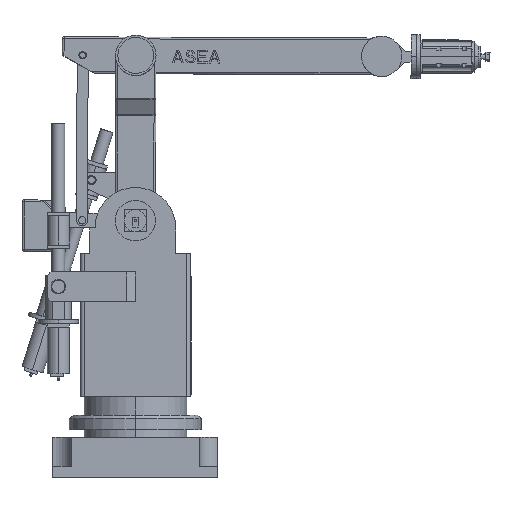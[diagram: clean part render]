
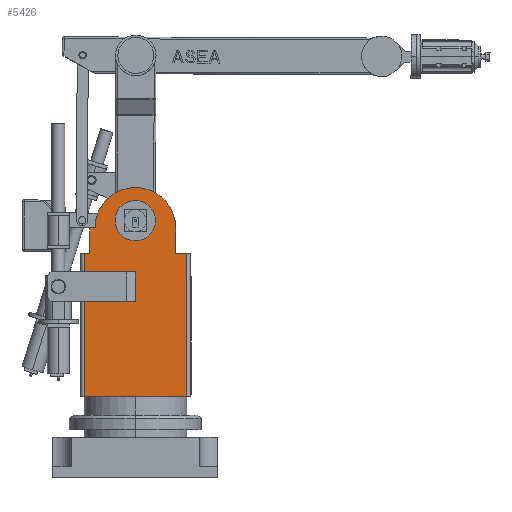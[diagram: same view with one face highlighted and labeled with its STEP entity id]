
A CAD part, front view. The second image highlights one B-rep face of the part: STEP entity #5426.
In plain terms, the highlighted face is planar.
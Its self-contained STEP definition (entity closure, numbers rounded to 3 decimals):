
#1192=DIRECTION('',(0.,1.,0.));
#1193=VECTOR('',#1192,280.);
#1194=CARTESIAN_POINT('',(150.,-140.,220.));
#1195=LINE('',#1194,#1193);
#1807=CARTESIAN_POINT('',(150.,0.,680.));
#1808=DIRECTION('',(1.,0.,0.));
#1809=DIRECTION('',(0.,1.,0.));
#1810=AXIS2_PLACEMENT_3D('',#1807,#1808,#1809);
#2260=DIRECTION('',(0.,0.,1.));
#2261=VECTOR('',#2260,390.);
#2262=CARTESIAN_POINT('',(150.,140.,220.));
#2263=LINE('',#2262,#2261);
#2267=CARTESIAN_POINT('',(150.,0.,700.));
#2268=DIRECTION('',(-1.,0.,0.));
#2269=DIRECTION('',(0.,-1.,0.));
#2270=AXIS2_PLACEMENT_3D('',#2267,#2268,#2269);
#2275=CARTESIAN_POINT('',(150.,0.,700.));
#2276=DIRECTION('',(-1.,0.,0.));
#2277=DIRECTION('',(0.,1.,0.));
#2278=AXIS2_PLACEMENT_3D('',#2275,#2276,#2277);
#2283=DIRECTION('',(0.,1.,0.));
#2284=VECTOR('',#2283,15.);
#2285=CARTESIAN_POINT('',(150.,-140.,610.));
#2286=LINE('',#2285,#2284);
#2290=DIRECTION('',(0.,0.,-1.));
#2291=VECTOR('',#2290,70.);
#2292=CARTESIAN_POINT('',(150.,110.,680.));
#2293=LINE('',#2292,#2291);
#2297=DIRECTION('',(0.,-1.,0.));
#2298=VECTOR('',#2297,30.);
#2299=CARTESIAN_POINT('',(150.,140.,610.));
#2300=LINE('',#2299,#2298);
#2304=DIRECTION('',(0.,1.,0.));
#2305=VECTOR('',#2304,140.);
#2306=CARTESIAN_POINT('',(150.,-140.,480.));
#2307=LINE('',#2306,#2305);
#2311=DIRECTION('',(0.,0.,1.));
#2312=VECTOR('',#2311,80.);
#2313=CARTESIAN_POINT('',(150.,0.,480.));
#2314=LINE('',#2313,#2312);
#2318=DIRECTION('',(0.,1.,0.));
#2319=VECTOR('',#2318,140.);
#2320=CARTESIAN_POINT('',(150.,-140.,560.));
#2321=LINE('',#2320,#2319);
#2325=DIRECTION('',(0.,0.,-1.));
#2326=VECTOR('',#2325,50.);
#2327=CARTESIAN_POINT('',(150.,-140.,610.));
#2328=LINE('',#2327,#2326);
#2701=DIRECTION('',(0.,0.,1.));
#2702=VECTOR('',#2701,70.);
#2703=CARTESIAN_POINT('',(150.,-125.,610.));
#2704=LINE('',#2703,#2702);
#2715=DIRECTION('',(0.,-1.,0.));
#2716=VECTOR('',#2715,15.);
#2717=CARTESIAN_POINT('',(150.,-110.,680.));
#2718=LINE('',#2717,#2716);
#2736=DIRECTION('',(0.,0.,-1.));
#2737=VECTOR('',#2736,260.);
#2738=CARTESIAN_POINT('',(150.,-140.,480.));
#2739=LINE('',#2738,#2737);
#3709=CARTESIAN_POINT('',(150.,110.,680.));
#3710=CARTESIAN_POINT('',(150.,110.,610.));
#3711=VERTEX_POINT('',#3709);
#3712=VERTEX_POINT('',#3710);
#3733=CARTESIAN_POINT('',(150.,-55.,700.));
#3734=VERTEX_POINT('',#3733);
#3735=CARTESIAN_POINT('',(150.,55.,700.));
#3736=VERTEX_POINT('',#3735);
#3761=CARTESIAN_POINT('',(150.,140.,610.));
#3763=VERTEX_POINT('',#3761);
#3774=CARTESIAN_POINT('',(150.,-140.,610.));
#3776=VERTEX_POINT('',#3774);
#3777=CARTESIAN_POINT('',(150.,-140.,560.));
#3778=CARTESIAN_POINT('',(150.,0.,560.));
#3779=VERTEX_POINT('',#3777);
#3780=VERTEX_POINT('',#3778);
#3781=CARTESIAN_POINT('',(150.,-140.,480.));
#3782=CARTESIAN_POINT('',(150.,0.,480.));
#3783=VERTEX_POINT('',#3781);
#3784=VERTEX_POINT('',#3782);
#3925=CARTESIAN_POINT('',(150.,-140.,220.));
#3927=VERTEX_POINT('',#3925);
#3930=CARTESIAN_POINT('',(150.,140.,220.));
#3932=VERTEX_POINT('',#3930);
#3945=CARTESIAN_POINT('',(150.,-110.,680.));
#3946=VERTEX_POINT('',#3945);
#3949=CARTESIAN_POINT('',(150.,-125.,610.));
#3950=VERTEX_POINT('',#3949);
#3957=CARTESIAN_POINT('',(150.,-125.,680.));
#3958=VERTEX_POINT('',#3957);
#5393=CARTESIAN_POINT('',(150.,-150.,310.));
#5394=DIRECTION('',(1.,0.,0.));
#5395=DIRECTION('',(0.,1.,0.));
#5396=AXIS2_PLACEMENT_3D('',#5393,#5394,#5395);
#5397=PLANE('',#5396);
#5398=ORIENTED_EDGE('',*,*,#5345,.T.);
#5400=ORIENTED_EDGE('',*,*,#5399,.T.);
#5402=ORIENTED_EDGE('',*,*,#5401,.F.);
#5403=ORIENTED_EDGE('',*,*,#5018,.F.);
#5404=ORIENTED_EDGE('',*,*,#5035,.T.);
#5405=ORIENTED_EDGE('',*,*,#5322,.F.);
#5406=ORIENTED_EDGE('',*,*,#5387,.F.);
#5407=ORIENTED_EDGE('',*,*,#4212,.F.);
#5409=ORIENTED_EDGE('',*,*,#5408,.F.);
#5411=ORIENTED_EDGE('',*,*,#5410,.T.);
#5413=ORIENTED_EDGE('',*,*,#5412,.T.);
#5415=ORIENTED_EDGE('',*,*,#5414,.F.);
#5417=ORIENTED_EDGE('',*,*,#5416,.F.);
#5418=EDGE_LOOP('',(#5398,#5400,#5402,#5403,#5404,#5405,#5406,#5407,#5409,#5411,
#5413,#5415,#5417));
#5419=FACE_OUTER_BOUND('',#5418,.F.);
#5421=ORIENTED_EDGE('',*,*,#5420,.F.);
#5423=ORIENTED_EDGE('',*,*,#5422,.F.);
#5424=EDGE_LOOP('',(#5421,#5423));
#5425=FACE_BOUND('',#5424,.F.);
#1811=CIRCLE('',#1810,110.);
#2271=CIRCLE('',#2270,55.);
#2279=CIRCLE('',#2278,55.);
#4212=EDGE_CURVE('',#3927,#3932,#1195,.T.);
#5018=EDGE_CURVE('',#3711,#3946,#1811,.T.);
#5035=EDGE_CURVE('',#3711,#3712,#2293,.T.);
#5322=EDGE_CURVE('',#3763,#3712,#2300,.T.);
#5345=EDGE_CURVE('',#3776,#3950,#2286,.T.);
#5387=EDGE_CURVE('',#3932,#3763,#2263,.T.);
#5399=EDGE_CURVE('',#3950,#3958,#2704,.T.);
#5401=EDGE_CURVE('',#3946,#3958,#2718,.T.);
#5408=EDGE_CURVE('',#3783,#3927,#2739,.T.);
#5410=EDGE_CURVE('',#3783,#3784,#2307,.T.);
#5412=EDGE_CURVE('',#3784,#3780,#2314,.T.);
#5414=EDGE_CURVE('',#3779,#3780,#2321,.T.);
#5416=EDGE_CURVE('',#3776,#3779,#2328,.T.);
#5420=EDGE_CURVE('',#3734,#3736,#2271,.T.);
#5422=EDGE_CURVE('',#3736,#3734,#2279,.T.);
#5426=ADVANCED_FACE('',(#5419,#5425),#5397,.T.);
